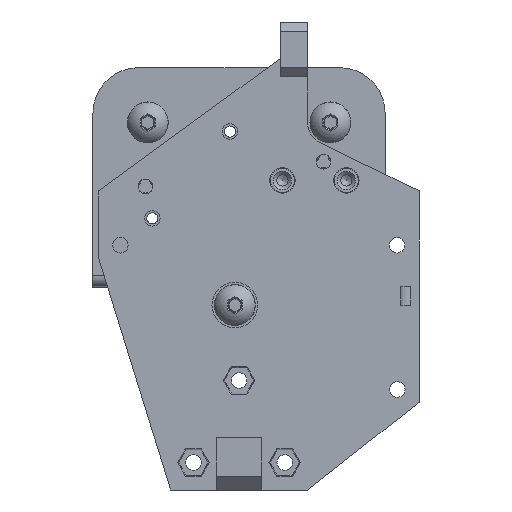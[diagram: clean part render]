
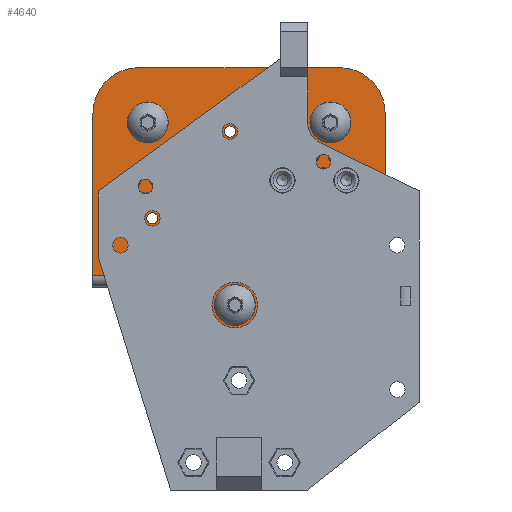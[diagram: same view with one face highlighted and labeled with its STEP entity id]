
A CAD part, front view. The second image highlights one B-rep face of the part: STEP entity #4640.
In plain terms, the highlighted face is planar.
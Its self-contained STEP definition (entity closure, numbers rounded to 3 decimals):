
#204=FACE_BOUND('',#742,.T.);
#205=FACE_BOUND('',#743,.T.);
#206=FACE_BOUND('',#744,.T.);
#207=FACE_BOUND('',#745,.T.);
#208=FACE_BOUND('',#746,.T.);
#209=FACE_BOUND('',#747,.T.);
#210=FACE_BOUND('',#748,.T.);
#277=PLANE('',#5022);
#460=FACE_OUTER_BOUND('',#741,.T.);
#741=EDGE_LOOP('',(#3295,#3296,#3297,#3298,#3299,#3300,#3301,#3302,#3303,
#3304));
#742=EDGE_LOOP('',(#3305));
#743=EDGE_LOOP('',(#3306));
#744=EDGE_LOOP('',(#3307));
#745=EDGE_LOOP('',(#3308));
#746=EDGE_LOOP('',(#3309));
#747=EDGE_LOOP('',(#3310));
#748=EDGE_LOOP('',(#3311));
#1092=LINE('',#6954,#1538);
#1103=LINE('',#6978,#1549);
#1104=LINE('',#6981,#1550);
#1105=LINE('',#6985,#1551);
#1106=LINE('',#6987,#1552);
#1107=LINE('',#6989,#1553);
#1108=LINE('',#6993,#1554);
#1538=VECTOR('',#5542,10.);
#1549=VECTOR('',#5563,10.);
#1550=VECTOR('',#5566,10.);
#1551=VECTOR('',#5569,10.);
#1552=VECTOR('',#5570,10.);
#1553=VECTOR('',#5571,10.);
#1554=VECTOR('',#5574,10.);
#1981=CIRCLE('',#5023,12.);
#1982=CIRCLE('',#5024,10.);
#1983=CIRCLE('',#5025,10.);
#1984=CIRCLE('',#5026,2.635);
#1985=CIRCLE('',#5027,2.635);
#1986=CIRCLE('',#5028,1.23);
#1987=CIRCLE('',#5029,1.23);
#1988=CIRCLE('',#5030,3.6);
#1989=CIRCLE('',#5031,2.53);
#1990=CIRCLE('',#5032,2.53);
#2168=VERTEX_POINT('',#6951);
#2169=VERTEX_POINT('',#6953);
#2177=VERTEX_POINT('',#6976);
#2178=VERTEX_POINT('',#6980);
#2179=VERTEX_POINT('',#6982);
#2180=VERTEX_POINT('',#6984);
#2181=VERTEX_POINT('',#6986);
#2182=VERTEX_POINT('',#6988);
#2183=VERTEX_POINT('',#6990);
#2184=VERTEX_POINT('',#6992);
#2185=VERTEX_POINT('',#6995);
#2186=VERTEX_POINT('',#6997);
#2187=VERTEX_POINT('',#6999);
#2188=VERTEX_POINT('',#7001);
#2189=VERTEX_POINT('',#7003);
#2190=VERTEX_POINT('',#7005);
#2191=VERTEX_POINT('',#7007);
#2596=EDGE_CURVE('',#2169,#2168,#1092,.T.);
#2609=EDGE_CURVE('',#2177,#2168,#1103,.T.);
#2610=EDGE_CURVE('',#2177,#2178,#1104,.T.);
#2611=EDGE_CURVE('',#2178,#2179,#1981,.T.);
#2612=EDGE_CURVE('',#2179,#2180,#1105,.T.);
#2613=EDGE_CURVE('',#2181,#2180,#1106,.T.);
#2614=EDGE_CURVE('',#2181,#2182,#1107,.T.);
#2615=EDGE_CURVE('',#2183,#2182,#1982,.T.);
#2616=EDGE_CURVE('',#2183,#2184,#1108,.T.);
#2617=EDGE_CURVE('',#2169,#2184,#1983,.T.);
#2618=EDGE_CURVE('',#2185,#2185,#1984,.T.);
#2619=EDGE_CURVE('',#2186,#2186,#1985,.T.);
#2620=EDGE_CURVE('',#2187,#2187,#1986,.T.);
#2621=EDGE_CURVE('',#2188,#2188,#1987,.T.);
#2622=EDGE_CURVE('',#2189,#2189,#1988,.T.);
#2623=EDGE_CURVE('',#2190,#2190,#1989,.T.);
#2624=EDGE_CURVE('',#2191,#2191,#1990,.T.);
#3295=ORIENTED_EDGE('',*,*,#2609,.F.);
#3296=ORIENTED_EDGE('',*,*,#2610,.T.);
#3297=ORIENTED_EDGE('',*,*,#2611,.T.);
#3298=ORIENTED_EDGE('',*,*,#2612,.T.);
#3299=ORIENTED_EDGE('',*,*,#2613,.F.);
#3300=ORIENTED_EDGE('',*,*,#2614,.T.);
#3301=ORIENTED_EDGE('',*,*,#2615,.F.);
#3302=ORIENTED_EDGE('',*,*,#2616,.T.);
#3303=ORIENTED_EDGE('',*,*,#2617,.F.);
#3304=ORIENTED_EDGE('',*,*,#2596,.T.);
#3305=ORIENTED_EDGE('',*,*,#2618,.T.);
#3306=ORIENTED_EDGE('',*,*,#2619,.T.);
#3307=ORIENTED_EDGE('',*,*,#2620,.T.);
#3308=ORIENTED_EDGE('',*,*,#2621,.T.);
#3309=ORIENTED_EDGE('',*,*,#2622,.T.);
#3310=ORIENTED_EDGE('',*,*,#2623,.T.);
#3311=ORIENTED_EDGE('',*,*,#2624,.T.);
#4640=ADVANCED_FACE('',(#460,#204,#205,#206,#207,#208,#209,#210),#277,.T.);
#5022=AXIS2_PLACEMENT_3D('',#6979,#5564,#5565);
#5023=AXIS2_PLACEMENT_3D('',#6983,#5567,#5568);
#5024=AXIS2_PLACEMENT_3D('',#6991,#5572,#5573);
#5025=AXIS2_PLACEMENT_3D('',#6994,#5575,#5576);
#5026=AXIS2_PLACEMENT_3D('',#6996,#5577,#5578);
#5027=AXIS2_PLACEMENT_3D('',#6998,#5579,#5580);
#5028=AXIS2_PLACEMENT_3D('',#7000,#5581,#5582);
#5029=AXIS2_PLACEMENT_3D('',#7002,#5583,#5584);
#5030=AXIS2_PLACEMENT_3D('',#7004,#5585,#5586);
#5031=AXIS2_PLACEMENT_3D('',#7006,#5587,#5588);
#5032=AXIS2_PLACEMENT_3D('',#7008,#5589,#5590);
#5542=DIRECTION('',(0.,-1.,0.));
#5563=DIRECTION('',(-1.,0.,0.));
#5564=DIRECTION('center_axis',(0.,0.,1.));
#5565=DIRECTION('ref_axis',(1.,0.,0.));
#5566=DIRECTION('',(0.,-1.,0.));
#5567=DIRECTION('center_axis',(0.,0.,1.));
#5568=DIRECTION('ref_axis',(-1.,0.,0.));
#5569=DIRECTION('',(0.,1.,0.));
#5570=DIRECTION('',(-1.,0.,0.));
#5571=DIRECTION('',(0.,1.,0.));
#5572=DIRECTION('center_axis',(0.,0.,-1.));
#5573=DIRECTION('ref_axis',(0.707,0.707,0.));
#5574=DIRECTION('',(-1.,0.,0.));
#5575=DIRECTION('center_axis',(0.,0.,-1.));
#5576=DIRECTION('ref_axis',(-0.707,0.707,0.));
#5577=DIRECTION('center_axis',(0.,0.,-1.));
#5578=DIRECTION('ref_axis',(1.,0.,0.));
#5579=DIRECTION('center_axis',(0.,0.,-1.));
#5580=DIRECTION('ref_axis',(1.,0.,0.));
#5581=DIRECTION('center_axis',(0.,0.,-1.));
#5582=DIRECTION('ref_axis',(1.,0.,0.));
#5583=DIRECTION('center_axis',(0.,0.,-1.));
#5584=DIRECTION('ref_axis',(1.,0.,0.));
#5585=DIRECTION('center_axis',(0.,0.,-1.));
#5586=DIRECTION('ref_axis',(-1.,0.,0.));
#5587=DIRECTION('center_axis',(0.,0.,-1.));
#5588=DIRECTION('ref_axis',(-1.,0.,0.));
#5589=DIRECTION('center_axis',(0.,0.,-1.));
#5590=DIRECTION('ref_axis',(-1.,0.,0.));
#6951=CARTESIAN_POINT('',(-32.,-21.53,2.5));
#6953=CARTESIAN_POINT('',(-32.,14.03,2.5));
#6954=CARTESIAN_POINT('',(-32.,24.03,2.5));
#6976=CARTESIAN_POINT('',(-12.,-21.53,2.5));
#6978=CARTESIAN_POINT('',(-16.,-21.53,2.5));
#6979=CARTESIAN_POINT('Origin',(0.,-7.97,2.5));
#6980=CARTESIAN_POINT('',(-12.,-27.97,2.5));
#6981=CARTESIAN_POINT('',(-12.,-24.03,2.5));
#6982=CARTESIAN_POINT('',(12.,-27.97,2.5));
#6983=CARTESIAN_POINT('Origin',(0.,-27.97,2.5));
#6984=CARTESIAN_POINT('',(12.,-21.53,2.5));
#6985=CARTESIAN_POINT('',(12.,-27.97,2.5));
#6986=CARTESIAN_POINT('',(32.,-21.53,2.5));
#6987=CARTESIAN_POINT('',(6.,-21.53,2.5));
#6988=CARTESIAN_POINT('',(32.,14.03,2.5));
#6989=CARTESIAN_POINT('',(32.,-24.03,2.5));
#6990=CARTESIAN_POINT('',(22.,24.03,2.5));
#6991=CARTESIAN_POINT('Origin',(22.,14.03,2.5));
#6992=CARTESIAN_POINT('',(-22.,24.03,2.5));
#6993=CARTESIAN_POINT('',(32.,24.03,2.5));
#6994=CARTESIAN_POINT('Origin',(-22.,14.03,2.5));
#6995=CARTESIAN_POINT('',(20.865,-0.67,2.5));
#6996=CARTESIAN_POINT('Origin',(23.5,-0.67,2.5));
#6997=CARTESIAN_POINT('',(6.865,-0.67,2.5));
#6998=CARTESIAN_POINT('Origin',(9.5,-0.67,2.5));
#6999=CARTESIAN_POINT('',(-3.23,10.03,2.5));
#7000=CARTESIAN_POINT('Origin',(-2.,10.03,2.5));
#7001=CARTESIAN_POINT('',(-20.23,-8.97,2.5));
#7002=CARTESIAN_POINT('Origin',(-19.,-8.97,2.5));
#7003=CARTESIAN_POINT('',(3.6,-27.97,2.5));
#7004=CARTESIAN_POINT('Origin',(0.,-27.97,2.5));
#7005=CARTESIAN_POINT('',(22.53,12.03,2.5));
#7006=CARTESIAN_POINT('Origin',(20.,12.03,2.5));
#7007=CARTESIAN_POINT('',(-17.47,12.03,2.5));
#7008=CARTESIAN_POINT('Origin',(-20.,12.03,2.5));
